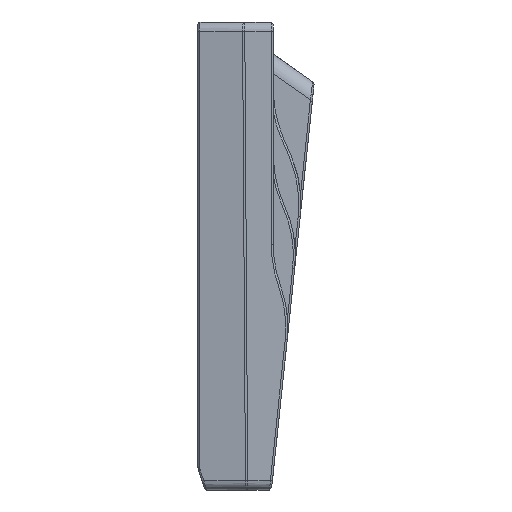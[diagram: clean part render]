
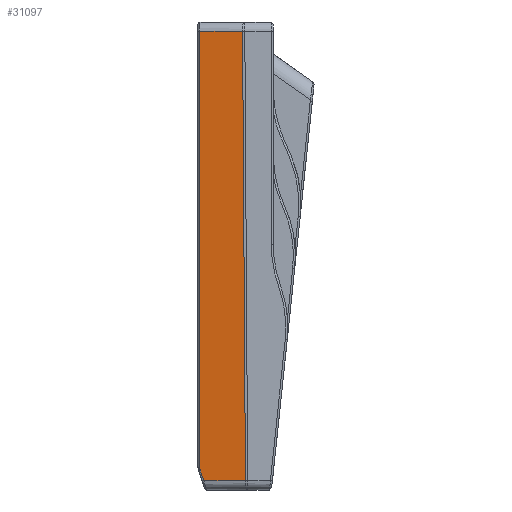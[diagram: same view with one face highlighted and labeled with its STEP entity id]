
A CAD part, front view. The second image highlights one B-rep face of the part: STEP entity #31097.
In plain terms, the highlighted planar face has unit normal (-0.139, -0.99, -0.001).
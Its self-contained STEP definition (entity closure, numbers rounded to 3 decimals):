
#1482=PLANE('',#32843);
#2183=LINE('',#42827,#5109);
#2184=LINE('',#42876,#5110);
#2187=LINE('',#42883,#5113);
#2203=LINE('',#42931,#5129);
#2204=LINE('',#42932,#5130);
#5109=VECTOR('',#35169,10.);
#5110=VECTOR('',#35182,10.);
#5113=VECTOR('',#35189,10.);
#5129=VECTOR('',#35235,4.);
#5130=VECTOR('',#35236,10.);
#8564=FACE_OUTER_BOUND('',#10267,.T.);
#10267=EDGE_LOOP('',(#21344,#21345,#21346,#21347,#21348,#21349));
#12085=ELLIPSE('',#32823,1.515,1.5);
#13147=VERTEX_POINT('',#42701);
#13164=VERTEX_POINT('',#42817);
#13166=VERTEX_POINT('',#42823);
#13168=VERTEX_POINT('',#42848);
#13171=VERTEX_POINT('',#42881);
#13188=VERTEX_POINT('',#42930);
#16394=EDGE_CURVE('',#13164,#13166,#2183,.T.);
#16397=EDGE_CURVE('',#13166,#13168,#12085,.T.);
#16400=EDGE_CURVE('',#13168,#13147,#2184,.T.);
#16404=EDGE_CURVE('',#13171,#13164,#2187,.T.);
#16428=EDGE_CURVE('',#13188,#13171,#2203,.T.);
#16429=EDGE_CURVE('',#13147,#13188,#2204,.T.);
#21344=ORIENTED_EDGE('',*,*,#16394,.F.);
#21345=ORIENTED_EDGE('',*,*,#16404,.F.);
#21346=ORIENTED_EDGE('',*,*,#16428,.F.);
#21347=ORIENTED_EDGE('',*,*,#16429,.F.);
#21348=ORIENTED_EDGE('',*,*,#16400,.F.);
#21349=ORIENTED_EDGE('',*,*,#16397,.F.);
#31097=ADVANCED_FACE('',(#8564),#1482,.T.);
#32823=AXIS2_PLACEMENT_3D('',#42852,#35174,#35175);
#32843=AXIS2_PLACEMENT_3D('',#42929,#35233,#35234);
#35169=DIRECTION('',(-0.325,0.045,0.945));
#35174=DIRECTION('center_axis',(0.139,0.99,0.001));
#35175=DIRECTION('ref_axis',(-0.99,0.139,-0.006));
#35182=DIRECTION('',(0.,-0.001,1.));
#35189=DIRECTION('',(-0.99,0.139,0.));
#35233=DIRECTION('center_axis',(-0.139,-0.99,-0.001));
#35234=DIRECTION('ref_axis',(0.99,-0.139,0.));
#35235=DIRECTION('',(0.006,0.,-1.));
#35236=DIRECTION('',(0.99,-0.139,0.));
#42701=CARTESIAN_POINT('',(-5.406,-333.235,103.087));
#42817=CARTESIAN_POINT('',(-4.393,-333.278,-8.513));
#42823=CARTESIAN_POINT('',(-5.324,-333.149,-5.808));
#42827=CARTESIAN_POINT('',(-5.397,-333.139,-5.598));
#42848=CARTESIAN_POINT('',(-5.406,-333.138,-5.32));
#42852=CARTESIAN_POINT('Origin',(-3.906,-333.349,-5.32));
#42876=CARTESIAN_POINT('',(-5.406,-333.16,18.805));
#42881=CARTESIAN_POINT('',(5.943,-334.73,-8.513));
#42883=CARTESIAN_POINT('',(-13.778,-331.958,-8.513));
#42929=CARTESIAN_POINT('Origin',(7.645,-334.968,-9.548));
#42930=CARTESIAN_POINT('',(5.232,-334.73,103.087));
#42931=CARTESIAN_POINT('',(5.95,-334.73,-9.559));
#42932=CARTESIAN_POINT('',(6.55,-334.915,103.087));
